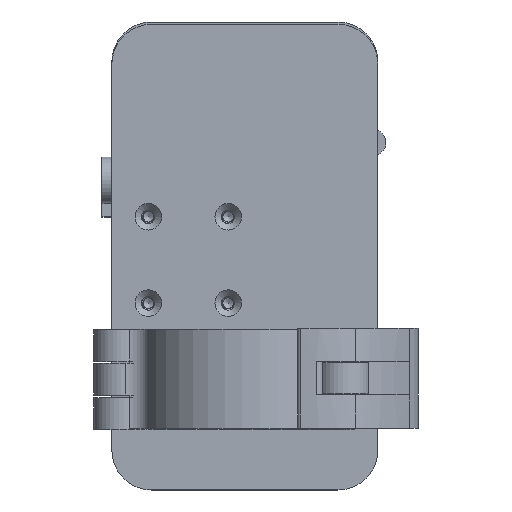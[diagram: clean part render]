
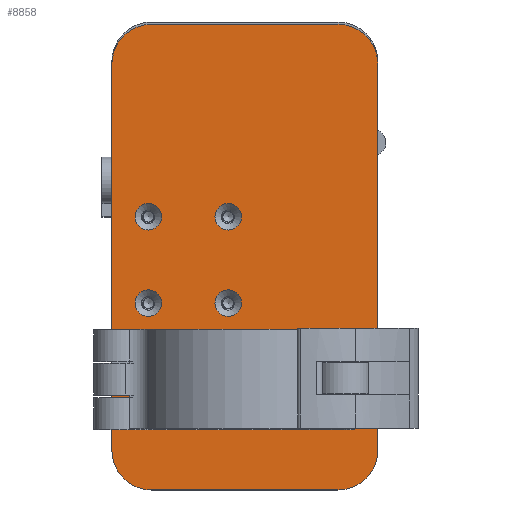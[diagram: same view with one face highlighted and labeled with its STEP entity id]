
A CAD part, top view. The second image highlights one B-rep face of the part: STEP entity #8858.
In plain terms, the highlighted planar face has unit normal (0, 0, 1).
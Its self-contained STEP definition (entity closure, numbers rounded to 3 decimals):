
#841=FACE_BOUND('',#1795,.T.);
#842=FACE_BOUND('',#1796,.T.);
#843=FACE_BOUND('',#1797,.T.);
#844=FACE_BOUND('',#1798,.T.);
#845=FACE_BOUND('',#1799,.T.);
#983=PLANE('',#9464);
#1263=FACE_OUTER_BOUND('',#1794,.T.);
#1794=EDGE_LOOP('',(#6927,#6928,#6929,#6930,#6931,#6932,#6933,#6934));
#1795=EDGE_LOOP('',(#6935,#6936,#6937,#6938,#6939,#6940));
#1796=EDGE_LOOP('',(#6941));
#1797=EDGE_LOOP('',(#6942));
#1798=EDGE_LOOP('',(#6943));
#1799=EDGE_LOOP('',(#6944));
#2340=LINE('',#14032,#2999);
#2351=LINE('',#14054,#3010);
#2356=LINE('',#14064,#3015);
#2359=LINE('',#14070,#3018);
#2365=LINE('',#14081,#3024);
#2366=LINE('',#14083,#3025);
#2379=LINE('',#14111,#3038);
#2395=LINE('',#16785,#3054);
#2398=LINE('',#16795,#3057);
#2401=LINE('',#16802,#3060);
#2999=VECTOR('',#10668,10.);
#3010=VECTOR('',#10685,10.);
#3015=VECTOR('',#10696,10.);
#3018=VECTOR('',#10701,10.);
#3024=VECTOR('',#10711,10.);
#3025=VECTOR('',#10714,10.);
#3038=VECTOR('',#10735,10.);
#3054=VECTOR('',#10827,10.);
#3057=VECTOR('',#10840,10.);
#3060=VECTOR('',#10849,10.);
#3578=CIRCLE('',#9442,2.);
#3579=CIRCLE('',#9445,2.);
#3580=CIRCLE('',#9448,2.);
#3581=CIRCLE('',#9451,2.);
#3582=CIRCLE('',#9454,6.);
#3583=CIRCLE('',#9457,6.);
#3584=CIRCLE('',#9459,6.);
#3585=CIRCLE('',#9462,6.);
#4083=VERTEX_POINT('',#14029);
#4084=VERTEX_POINT('',#14031);
#4092=VERTEX_POINT('',#14053);
#4094=VERTEX_POINT('',#14063);
#4096=VERTEX_POINT('',#14069);
#4099=VERTEX_POINT('',#14079);
#4109=VERTEX_POINT('',#14108);
#4110=VERTEX_POINT('',#14110);
#4124=VERTEX_POINT('',#16758);
#4125=VERTEX_POINT('',#16763);
#4126=VERTEX_POINT('',#16768);
#4127=VERTEX_POINT('',#16773);
#4128=VERTEX_POINT('',#16778);
#4129=VERTEX_POINT('',#16780);
#4130=VERTEX_POINT('',#16784);
#4131=VERTEX_POINT('',#16790);
#4132=VERTEX_POINT('',#16794);
#4133=VERTEX_POINT('',#16798);
#5048=EDGE_CURVE('',#4084,#4083,#2340,.T.);
#5059=EDGE_CURVE('',#4092,#4084,#2351,.T.);
#5064=EDGE_CURVE('',#4094,#4092,#2356,.T.);
#5067=EDGE_CURVE('',#4096,#4094,#2359,.T.);
#5073=EDGE_CURVE('',#4099,#4096,#2365,.T.);
#5074=EDGE_CURVE('',#4083,#4099,#2366,.T.);
#5087=EDGE_CURVE('',#4110,#4109,#2379,.T.);
#5141=EDGE_CURVE('',#4124,#4124,#3578,.T.);
#5143=EDGE_CURVE('',#4125,#4125,#3579,.T.);
#5145=EDGE_CURVE('',#4126,#4126,#3580,.T.);
#5147=EDGE_CURVE('',#4127,#4127,#3581,.T.);
#5150=EDGE_CURVE('',#4129,#4128,#3582,.T.);
#5152=EDGE_CURVE('',#4130,#4129,#2395,.T.);
#5154=EDGE_CURVE('',#4109,#4130,#3583,.T.);
#5155=EDGE_CURVE('',#4131,#4110,#3584,.T.);
#5157=EDGE_CURVE('',#4132,#4131,#2398,.T.);
#5159=EDGE_CURVE('',#4133,#4132,#3585,.T.);
#5161=EDGE_CURVE('',#4128,#4133,#2401,.T.);
#6927=ORIENTED_EDGE('',*,*,#5161,.T.);
#6928=ORIENTED_EDGE('',*,*,#5159,.T.);
#6929=ORIENTED_EDGE('',*,*,#5157,.T.);
#6930=ORIENTED_EDGE('',*,*,#5155,.T.);
#6931=ORIENTED_EDGE('',*,*,#5087,.T.);
#6932=ORIENTED_EDGE('',*,*,#5154,.T.);
#6933=ORIENTED_EDGE('',*,*,#5152,.T.);
#6934=ORIENTED_EDGE('',*,*,#5150,.T.);
#6935=ORIENTED_EDGE('',*,*,#5059,.T.);
#6936=ORIENTED_EDGE('',*,*,#5048,.T.);
#6937=ORIENTED_EDGE('',*,*,#5074,.T.);
#6938=ORIENTED_EDGE('',*,*,#5073,.T.);
#6939=ORIENTED_EDGE('',*,*,#5067,.T.);
#6940=ORIENTED_EDGE('',*,*,#5064,.T.);
#6941=ORIENTED_EDGE('',*,*,#5141,.T.);
#6942=ORIENTED_EDGE('',*,*,#5143,.T.);
#6943=ORIENTED_EDGE('',*,*,#5145,.T.);
#6944=ORIENTED_EDGE('',*,*,#5147,.T.);
#8858=ADVANCED_FACE('',(#1263,#841,#842,#843,#844,#845),#983,.T.);
#9442=AXIS2_PLACEMENT_3D('',#16759,#10793,#10794);
#9445=AXIS2_PLACEMENT_3D('',#16764,#10800,#10801);
#9448=AXIS2_PLACEMENT_3D('',#16769,#10807,#10808);
#9451=AXIS2_PLACEMENT_3D('',#16774,#10814,#10815);
#9454=AXIS2_PLACEMENT_3D('',#16781,#10822,#10823);
#9457=AXIS2_PLACEMENT_3D('',#16788,#10831,#10832);
#9459=AXIS2_PLACEMENT_3D('',#16791,#10835,#10836);
#9462=AXIS2_PLACEMENT_3D('',#16799,#10844,#10845);
#9464=AXIS2_PLACEMENT_3D('',#16803,#10850,#10851);
#10668=DIRECTION('',(1.,0.,0.));
#10685=DIRECTION('',(0.,1.,0.));
#10696=DIRECTION('',(1.,0.,0.));
#10701=DIRECTION('',(0.,1.,0.));
#10711=DIRECTION('',(-1.,0.,0.));
#10714=DIRECTION('',(0.,-1.,0.));
#10735=DIRECTION('',(0.,1.,0.));
#10793=DIRECTION('center_axis',(0.,0.,
-1.));
#10794=DIRECTION('ref_axis',(1.,0.,0.));
#10800=DIRECTION('center_axis',(0.,0.,
-1.));
#10801=DIRECTION('ref_axis',(1.,0.,0.));
#10807=DIRECTION('center_axis',(0.,0.,
-1.));
#10808=DIRECTION('ref_axis',(1.,0.,0.));
#10814=DIRECTION('center_axis',(0.,0.,
-1.));
#10815=DIRECTION('ref_axis',(1.,0.,0.));
#10822=DIRECTION('center_axis',(0.,0.,
1.));
#10823=DIRECTION('ref_axis',(0.,1.,0.));
#10827=DIRECTION('',(-1.,0.,0.));
#10831=DIRECTION('center_axis',(0.,0.,
1.));
#10832=DIRECTION('ref_axis',(1.,0.,0.));
#10835=DIRECTION('center_axis',(0.,0.,
1.));
#10836=DIRECTION('ref_axis',(0.,-1.,0.));
#10840=DIRECTION('',(1.,0.,0.));
#10844=DIRECTION('center_axis',(0.,0.,
1.));
#10845=DIRECTION('ref_axis',(-1.,0.,0.));
#10849=DIRECTION('',(0.,-1.,0.));
#10850=DIRECTION('center_axis',(0.,0.,
1.));
#10851=DIRECTION('ref_axis',(1.,0.,0.));
#14029=CARTESIAN_POINT('',(24.546,26.356,13.9));
#14031=CARTESIAN_POINT('',(17.5,26.356,13.9));
#14032=CARTESIAN_POINT('',(12.25,26.356,13.9));
#14053=CARTESIAN_POINT('',(17.5,25.256,13.9));
#14054=CARTESIAN_POINT('',(17.5,26.356,13.9));
#14063=CARTESIAN_POINT('',(4.5,25.256,13.9));
#14064=CARTESIAN_POINT('',(4.5,25.256,13.9));
#14069=CARTESIAN_POINT('',(4.5,20.374,13.9));
#14070=CARTESIAN_POINT('',(4.5,32.582,13.9));
#14079=CARTESIAN_POINT('',(24.546,20.374,13.9));
#14081=CARTESIAN_POINT('',(12.25,20.374,13.9));
#14083=CARTESIAN_POINT('',(24.546,32.582,13.9));
#14108=CARTESIAN_POINT('',(40.001,70.8,13.9));
#14110=CARTESIAN_POINT('',(40.001,12.8,13.9));
#14111=CARTESIAN_POINT('',(40.001,12.8,13.9));
#16758=CARTESIAN_POINT('',(3.5,34.878,13.9));
#16759=CARTESIAN_POINT('Origin',(5.5,34.878,13.9));
#16763=CARTESIAN_POINT('',(3.5,47.878,13.9));
#16764=CARTESIAN_POINT('Origin',(5.5,47.878,13.9));
#16768=CARTESIAN_POINT('',(15.5,47.878,13.9));
#16769=CARTESIAN_POINT('Origin',(17.5,47.878,13.9));
#16773=CARTESIAN_POINT('',(15.5,34.878,13.9));
#16774=CARTESIAN_POINT('Origin',(17.5,34.878,13.9));
#16778=CARTESIAN_POINT('',(0.,70.8,13.9));
#16780=CARTESIAN_POINT('',(6.,76.8,13.9));
#16781=CARTESIAN_POINT('Origin',(6.,70.8,13.9));
#16784=CARTESIAN_POINT('',(34.001,76.8,13.9));
#16785=CARTESIAN_POINT('',(34.001,76.8,13.9));
#16788=CARTESIAN_POINT('Origin',(34.001,70.8,13.9));
#16790=CARTESIAN_POINT('',(34.001,6.8,13.9));
#16791=CARTESIAN_POINT('Origin',(34.001,12.8,13.9));
#16794=CARTESIAN_POINT('',(6.,6.8,13.9));
#16795=CARTESIAN_POINT('',(6.,6.8,13.9));
#16798=CARTESIAN_POINT('',(0.,12.8,13.9));
#16799=CARTESIAN_POINT('Origin',(6.,12.8,13.9));
#16802=CARTESIAN_POINT('',(0.,70.8,13.9));
#16803=CARTESIAN_POINT('Origin',(20.,41.8,13.9));
